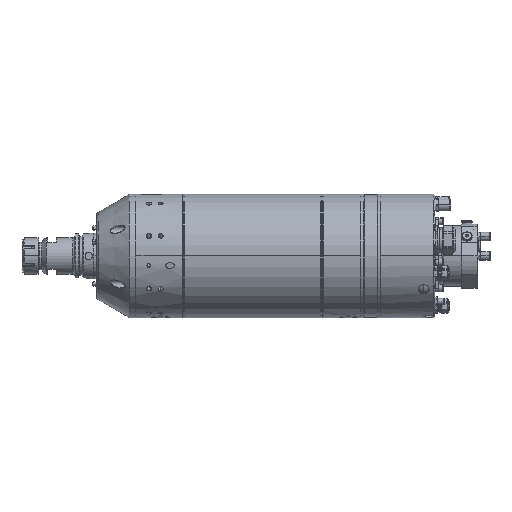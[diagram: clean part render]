
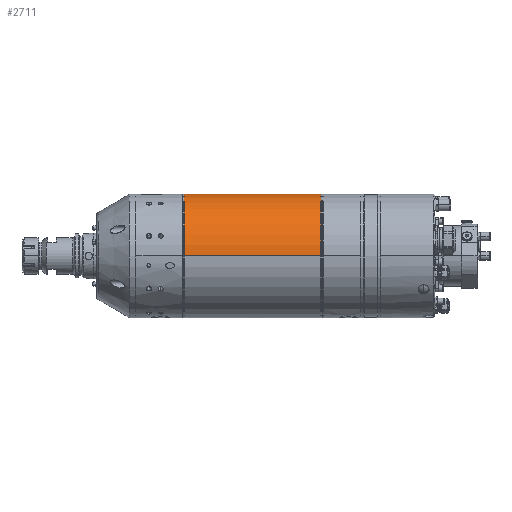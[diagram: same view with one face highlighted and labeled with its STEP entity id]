
A CAD part, top view. The second image highlights one B-rep face of the part: STEP entity #2711.
In plain terms, the highlighted cylindrical face has radius 85 mm (diameter 170 mm), a partial arc.
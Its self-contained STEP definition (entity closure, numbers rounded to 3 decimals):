
#2711 = ADVANCED_FACE ( 'NONE', ( #26853 ), #26854, .T. ) ;
#2712 = ORIENTED_EDGE ( 'NONE', *, *, #2713, .T. ) ;
#2713 = EDGE_CURVE ( 'NONE', #2728, #2741, #26803, .T. ) ;
#2714 = EDGE_CURVE ( 'NONE', #2728, #2737, #26805, .T. ) ;
#2715 = VERTEX_POINT ( 'NONE', #26798 ) ;
#2716 = ORIENTED_EDGE ( 'NONE', *, *, #2717, .T. ) ;
#2717 = EDGE_CURVE ( 'NONE', #2741, #2715, #26793, .T. ) ;
#2718 = ORIENTED_EDGE ( 'NONE', *, *, #2719, .F. ) ;
#2719 = EDGE_CURVE ( 'NONE', #2737, #2715, #26797, .T. ) ;
#2728 = VERTEX_POINT ( 'NONE', #26804 ) ;
#2734 = EDGE_LOOP ( 'NONE', ( #2739, #2712, #2716, #2718 ) ) ;
#2737 = VERTEX_POINT ( 'NONE', #26839 ) ;
#2739 = ORIENTED_EDGE ( 'NONE', *, *, #2714, .F. ) ;
#2741 = VERTEX_POINT ( 'NONE', #26944 ) ;
#26784 = AXIS2_PLACEMENT_3D ( 'NONE', #26851, #26808, #26807 ) ;
#26786 = DIRECTION ( 'NONE',  ( 1., 0., 0. ) ) ;
#26788 = DIRECTION ( 'NONE',  ( 0., 0., 1. ) ) ;
#26789 = DIRECTION ( 'NONE',  ( -1., 0., 0. ) ) ;
#26790 = CARTESIAN_POINT ( 'NONE',  ( 312.8, 0., 0. ) ) ;
#26791 = AXIS2_PLACEMENT_3D ( 'NONE', #26790, #26789, #26788 ) ;
#26793 = CIRCLE ( 'NONE', #26791, 85. ) ;
#26794 = DIRECTION ( 'NONE',  ( 0., 0., 1. ) ) ;
#26795 = DIRECTION ( 'NONE',  ( -1., 0., 0. ) ) ;
#26796 = CARTESIAN_POINT ( 'NONE',  ( 368., 0., -85. ) ) ;
#26797 = LINE ( 'NONE', #26796, #26799 ) ;
#26798 = CARTESIAN_POINT ( 'NONE',  ( 312.8, 0., -85. ) ) ;
#26799 = VECTOR ( 'NONE', #26786, 1000. ) ;
#26800 = DIRECTION ( 'NONE',  ( 1., 0., 0. ) ) ;
#26801 = VECTOR ( 'NONE', #26800, 1000. ) ;
#26802 = CARTESIAN_POINT ( 'NONE',  ( 368., 0., 85. ) ) ;
#26803 = LINE ( 'NONE', #26802, #26801 ) ;
#26804 = CARTESIAN_POINT ( 'NONE',  ( 124.8, 0., 85. ) ) ;
#26805 = CIRCLE ( 'NONE', #26858, 85. ) ;
#26807 = DIRECTION ( 'NONE',  ( 0., 0., -1. ) ) ;
#26808 = DIRECTION ( 'NONE',  ( 1., 0., 0. ) ) ;
#26809 = CARTESIAN_POINT ( 'NONE',  ( 124.8, 0., 0. ) ) ;
#26839 = CARTESIAN_POINT ( 'NONE',  ( 124.8, 0., -85. ) ) ;
#26851 = CARTESIAN_POINT ( 'NONE',  ( 368., 0., 0. ) ) ;
#26853 = FACE_OUTER_BOUND ( 'NONE', #2734, .T. ) ;
#26854 = CYLINDRICAL_SURFACE ( 'NONE', #26784, 85. ) ;
#26858 = AXIS2_PLACEMENT_3D ( 'NONE', #26809, #26795, #26794 ) ;
#26944 = CARTESIAN_POINT ( 'NONE',  ( 312.8, 0., 85. ) ) ;
